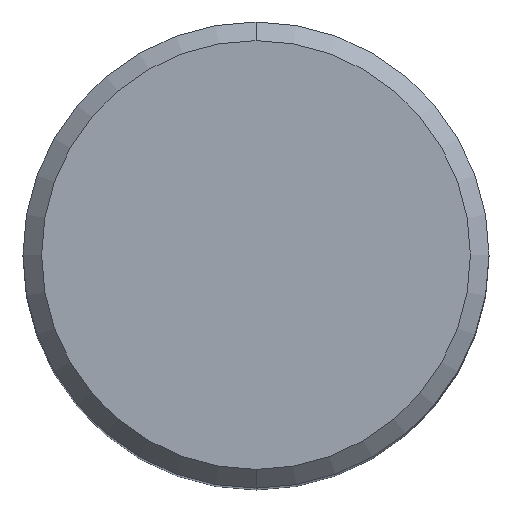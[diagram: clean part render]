
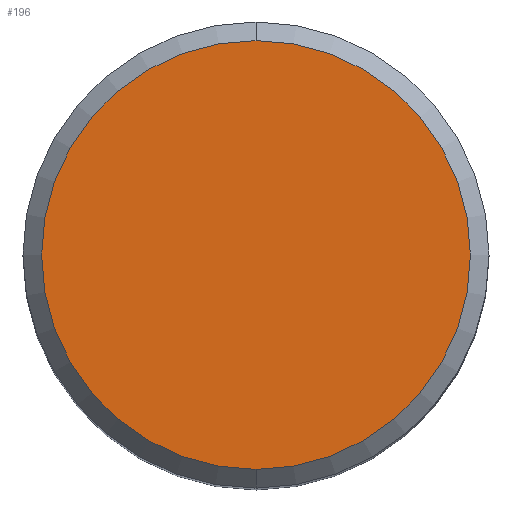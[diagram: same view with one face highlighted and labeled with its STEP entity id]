
A CAD part, top view. The second image highlights one B-rep face of the part: STEP entity #196.
In plain terms, the highlighted planar face has unit normal (0, 0, 1).
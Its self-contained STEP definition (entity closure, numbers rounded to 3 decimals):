
#132=VERTEX_POINT('',#315);
#156=EDGE_CURVE('',#194,#132,#342,.T.);
#194=VERTEX_POINT('',#384);
#196=ADVANCED_FACE('',(#386),#387,.T.);
#244=EDGE_CURVE('',#132,#194,#440,.T.);
#315=CARTESIAN_POINT('',(0.0,11.5,0.));
#342=CIRCLE('',#544,11.5);
#384=CARTESIAN_POINT('',(0.,-11.5,0.));
#386=FACE_OUTER_BOUND('',#605,.T.);
#387=PLANE('',#606);
#440=CIRCLE('',#677,11.5);
#544=AXIS2_PLACEMENT_3D('',#801,#802,#803);
#605=EDGE_LOOP('',(#852,#853));
#606=AXIS2_PLACEMENT_3D('',#854,#855,#856);
#677=AXIS2_PLACEMENT_3D('',#917,#918,#919);
#801=CARTESIAN_POINT('',(0.0,0.0,0.));
#802=DIRECTION('',(0.0,0.0,-1.0));
#803=DIRECTION('',(0.0,1.0,0.0));
#852=ORIENTED_EDGE('',*,*,#244,.F.);
#853=ORIENTED_EDGE('',*,*,#156,.F.);
#854=CARTESIAN_POINT('',(0.0,5.75,0.));
#855=DIRECTION('',(-0.0,0.0,1.0));
#856=DIRECTION('',(0.0,-1.0,0.0));
#917=CARTESIAN_POINT('',(0.0,0.0,0.));
#918=DIRECTION('',(0.0,0.0,-1.0));
#919=DIRECTION('',(0.0,1.0,0.0));
